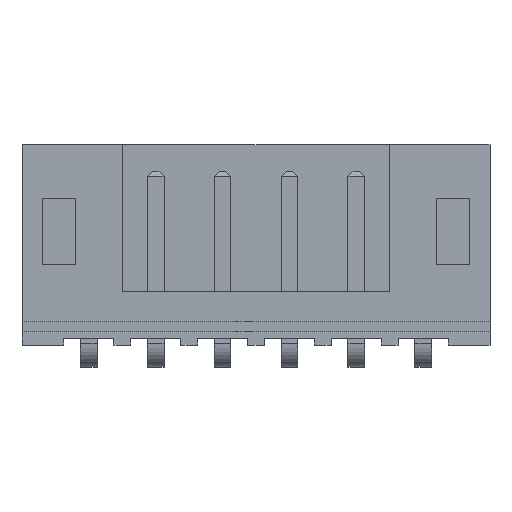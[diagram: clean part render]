
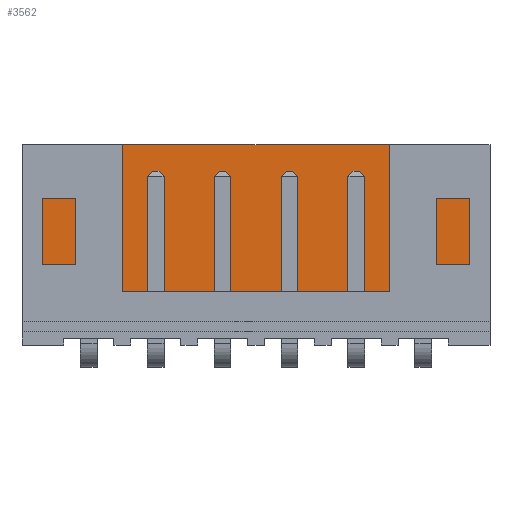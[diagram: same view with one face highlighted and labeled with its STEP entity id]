
A CAD part, top view. The second image highlights one B-rep face of the part: STEP entity #3562.
In plain terms, the highlighted planar face has unit normal (0, 0, 1).
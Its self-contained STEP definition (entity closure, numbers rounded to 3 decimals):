
#201 = PLANE('',#202);
#202 = AXIS2_PLACEMENT_3D('',#203,#204,#205);
#203 = CARTESIAN_POINT('',(7.,6.4,0.));
#204 = DIRECTION('',(0.,-1.,0.));
#205 = DIRECTION('',(-1.,0.,0.));
#1885 = VERTEX_POINT('',#1886);
#1886 = CARTESIAN_POINT('',(6.5,6.4,0.5));
#1900 = PLANE('',#1901);
#1901 = AXIS2_PLACEMENT_3D('',#1902,#1903,#1904);
#1902 = CARTESIAN_POINT('',(6.5,0.4,0.));
#1903 = DIRECTION('',(-1.,0.,0.));
#1904 = DIRECTION('',(0.,1.,0.));
#1912 = EDGE_CURVE('',#1885,#1913,#1915,.T.);
#1913 = VERTEX_POINT('',#1914);
#1914 = CARTESIAN_POINT('',(-6.5,6.4,0.5));
#1915 = SURFACE_CURVE('',#1916,(#1920,#1927),.PCURVE_S1.);
#1916 = LINE('',#1917,#1918);
#1917 = CARTESIAN_POINT('',(7.,6.4,0.5));
#1918 = VECTOR('',#1919,1.);
#1919 = DIRECTION('',(-1.,0.,0.));
#1920 = PCURVE('',#201,#1921);
#1921 = DEFINITIONAL_REPRESENTATION('',(#1922),#1926);
#1922 = LINE('',#1923,#1924);
#1923 = CARTESIAN_POINT('',(0.,-0.5));
#1924 = VECTOR('',#1925,1.);
#1925 = DIRECTION('',(1.,0.));
#1926 = ( GEOMETRIC_REPRESENTATION_CONTEXT(2) 
PARAMETRIC_REPRESENTATION_CONTEXT() REPRESENTATION_CONTEXT('2D SPACE',''
  ) );
#1927 = PCURVE('',#1928,#1933);
#1928 = PLANE('',#1929);
#1929 = AXIS2_PLACEMENT_3D('',#1930,#1931,#1932);
#1930 = CARTESIAN_POINT('',(0.,3.4,0.5));
#1931 = DIRECTION('',(0.,0.,1.));
#1932 = DIRECTION('',(1.,0.,0.));
#1933 = DEFINITIONAL_REPRESENTATION('',(#1934),#1938);
#1934 = LINE('',#1935,#1936);
#1935 = CARTESIAN_POINT('',(7.,3.));
#1936 = VECTOR('',#1937,1.);
#1937 = DIRECTION('',(-1.,0.));
#1938 = ( GEOMETRIC_REPRESENTATION_CONTEXT(2) 
PARAMETRIC_REPRESENTATION_CONTEXT() REPRESENTATION_CONTEXT('2D SPACE',''
  ) );
#1956 = PLANE('',#1957);
#1957 = AXIS2_PLACEMENT_3D('',#1958,#1959,#1960);
#1958 = CARTESIAN_POINT('',(-6.5,6.4,0.));
#1959 = DIRECTION('',(1.,0.,0.));
#1960 = DIRECTION('',(0.,-1.,0.));
#3486 = EDGE_CURVE('',#1913,#3487,#3489,.T.);
#3487 = VERTEX_POINT('',#3488);
#3488 = CARTESIAN_POINT('',(-6.5,0.9,0.5));
#3489 = SURFACE_CURVE('',#3490,(#3494,#3501),.PCURVE_S1.);
#3490 = LINE('',#3491,#3492);
#3491 = CARTESIAN_POINT('',(-6.5,4.9,0.5));
#3492 = VECTOR('',#3493,1.);
#3493 = DIRECTION('',(0.,-1.,0.));
#3494 = PCURVE('',#1956,#3495);
#3495 = DEFINITIONAL_REPRESENTATION('',(#3496),#3500);
#3496 = LINE('',#3497,#3498);
#3497 = CARTESIAN_POINT('',(1.5,-0.5));
#3498 = VECTOR('',#3499,1.);
#3499 = DIRECTION('',(1.,0.));
#3500 = ( GEOMETRIC_REPRESENTATION_CONTEXT(2) 
PARAMETRIC_REPRESENTATION_CONTEXT() REPRESENTATION_CONTEXT('2D SPACE',''
  ) );
#3501 = PCURVE('',#1928,#3502);
#3502 = DEFINITIONAL_REPRESENTATION('',(#3503),#3507);
#3503 = LINE('',#3504,#3505);
#3504 = CARTESIAN_POINT('',(-6.5,1.5));
#3505 = VECTOR('',#3506,1.);
#3506 = DIRECTION('',(0.,-1.));
#3507 = ( GEOMETRIC_REPRESENTATION_CONTEXT(2) 
PARAMETRIC_REPRESENTATION_CONTEXT() REPRESENTATION_CONTEXT('2D SPACE',''
  ) );
#3551 = PLANE('',#3552);
#3552 = AXIS2_PLACEMENT_3D('',#3553,#3554,#3555);
#3553 = CARTESIAN_POINT('',(-7.,0.9,0.));
#3554 = DIRECTION('',(0.,1.,0.));
#3555 = DIRECTION('',(1.,0.,0.));
#3562 = ADVANCED_FACE('',(#3563),#1928,.T.);
#3563 = FACE_BOUND('',#3564,.T.);
#3564 = EDGE_LOOP('',(#3565,#3566,#3567,#3590));
#3565 = ORIENTED_EDGE('',*,*,#1912,.T.);
#3566 = ORIENTED_EDGE('',*,*,#3486,.T.);
#3567 = ORIENTED_EDGE('',*,*,#3568,.T.);
#3568 = EDGE_CURVE('',#3487,#3569,#3571,.T.);
#3569 = VERTEX_POINT('',#3570);
#3570 = CARTESIAN_POINT('',(6.5,0.9,0.5));
#3571 = SURFACE_CURVE('',#3572,(#3576,#3583),.PCURVE_S1.);
#3572 = LINE('',#3573,#3574);
#3573 = CARTESIAN_POINT('',(-3.5,0.9,0.5));
#3574 = VECTOR('',#3575,1.);
#3575 = DIRECTION('',(1.,0.,0.));
#3576 = PCURVE('',#1928,#3577);
#3577 = DEFINITIONAL_REPRESENTATION('',(#3578),#3582);
#3578 = LINE('',#3579,#3580);
#3579 = CARTESIAN_POINT('',(-3.5,-2.5));
#3580 = VECTOR('',#3581,1.);
#3581 = DIRECTION('',(1.,0.));
#3582 = ( GEOMETRIC_REPRESENTATION_CONTEXT(2) 
PARAMETRIC_REPRESENTATION_CONTEXT() REPRESENTATION_CONTEXT('2D SPACE',''
  ) );
#3583 = PCURVE('',#3551,#3584);
#3584 = DEFINITIONAL_REPRESENTATION('',(#3585),#3589);
#3585 = LINE('',#3586,#3587);
#3586 = CARTESIAN_POINT('',(3.5,-0.5));
#3587 = VECTOR('',#3588,1.);
#3588 = DIRECTION('',(1.,0.));
#3589 = ( GEOMETRIC_REPRESENTATION_CONTEXT(2) 
PARAMETRIC_REPRESENTATION_CONTEXT() REPRESENTATION_CONTEXT('2D SPACE',''
  ) );
#3590 = ORIENTED_EDGE('',*,*,#3591,.T.);
#3591 = EDGE_CURVE('',#3569,#1885,#3592,.T.);
#3592 = SURFACE_CURVE('',#3593,(#3597,#3604),.PCURVE_S1.);
#3593 = LINE('',#3594,#3595);
#3594 = CARTESIAN_POINT('',(6.5,1.9,0.5));
#3595 = VECTOR('',#3596,1.);
#3596 = DIRECTION('',(0.,1.,0.));
#3597 = PCURVE('',#1928,#3598);
#3598 = DEFINITIONAL_REPRESENTATION('',(#3599),#3603);
#3599 = LINE('',#3600,#3601);
#3600 = CARTESIAN_POINT('',(6.5,-1.5));
#3601 = VECTOR('',#3602,1.);
#3602 = DIRECTION('',(0.,1.));
#3603 = ( GEOMETRIC_REPRESENTATION_CONTEXT(2) 
PARAMETRIC_REPRESENTATION_CONTEXT() REPRESENTATION_CONTEXT('2D SPACE',''
  ) );
#3604 = PCURVE('',#1900,#3605);
#3605 = DEFINITIONAL_REPRESENTATION('',(#3606),#3610);
#3606 = LINE('',#3607,#3608);
#3607 = CARTESIAN_POINT('',(1.5,-0.5));
#3608 = VECTOR('',#3609,1.);
#3609 = DIRECTION('',(1.,0.));
#3610 = ( GEOMETRIC_REPRESENTATION_CONTEXT(2) 
PARAMETRIC_REPRESENTATION_CONTEXT() REPRESENTATION_CONTEXT('2D SPACE',''
  ) );
